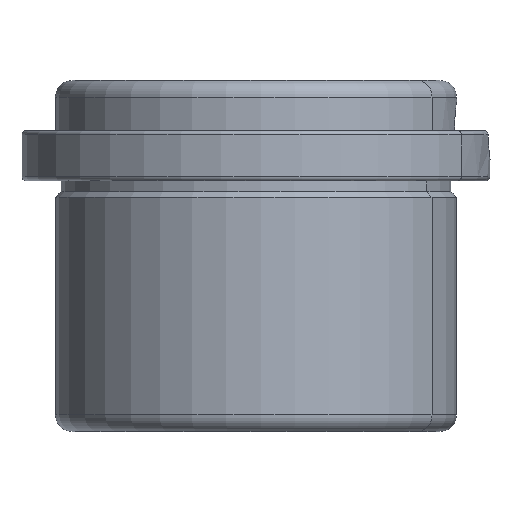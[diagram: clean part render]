
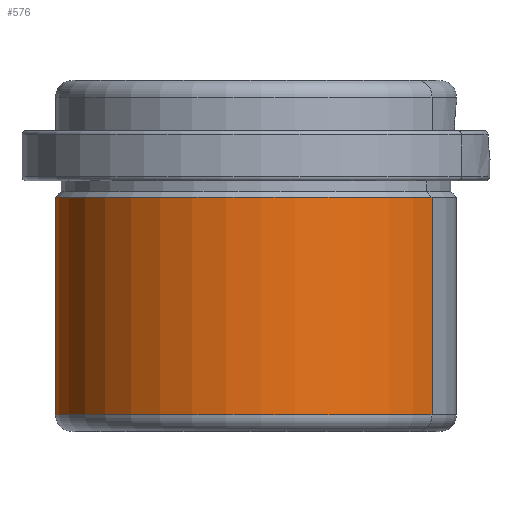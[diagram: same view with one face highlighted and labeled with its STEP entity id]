
A CAD part, front view. The second image highlights one B-rep face of the part: STEP entity #576.
In plain terms, the highlighted cylindrical face has radius 24 mm (diameter 48 mm), a partial arc.
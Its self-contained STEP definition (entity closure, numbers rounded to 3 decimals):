
#171=CARTESIAN_POINT('Axis2P3D Location',(0.,0.,-9.)) ;
#512=CARTESIAN_POINT('Vertex',(21.062,-11.506,-28.)) ;
#515=CARTESIAN_POINT('Axis2P3D Location',(0.,0.,-28.)) ;
#519=CARTESIAN_POINT('Vertex',(-21.062,11.506,-28.)) ;
#551=CARTESIAN_POINT('Line Origine',(21.062,-11.506,-9.)) ;
#555=CARTESIAN_POINT('Vertex',(21.062,-11.506,-2.)) ;
#558=CARTESIAN_POINT('Axis2P3D Location',(0.,0.,-2.)) ;
#562=CARTESIAN_POINT('Vertex',(-21.062,11.506,-2.)) ;
#565=CARTESIAN_POINT('Line Origine',(-21.062,11.506,-9.)) ;
#172=DIRECTION('Axis2P3D Direction',(0.,0.,-1.)) ;
#173=DIRECTION('Axis2P3D XDirection',(-0.878,0.479,-0.)) ;
#516=DIRECTION('Axis2P3D Direction',(0.,0.,-1.)) ;
#552=DIRECTION('Vector Direction',(0.,0.,-1.)) ;
#559=DIRECTION('Axis2P3D Direction',(0.,0.,-1.)) ;
#566=DIRECTION('Vector Direction',(0.,0.,-1.)) ;
#174=AXIS2_PLACEMENT_3D('Cylinder Axis2P3D',#171,#172,#173) ;
#517=AXIS2_PLACEMENT_3D('Circle Axis2P3D',#515,#516,$) ;
#560=AXIS2_PLACEMENT_3D('Circle Axis2P3D',#558,#559,$) ;
#571=ORIENTED_EDGE('',*,*,#557,.T.) ;
#572=ORIENTED_EDGE('',*,*,#564,.T.) ;
#573=ORIENTED_EDGE('',*,*,#569,.F.) ;
#574=ORIENTED_EDGE('',*,*,#521,.F.) ;
#553=VECTOR('Line Direction',#552,1.) ;
#567=VECTOR('Line Direction',#566,1.) ;
#576=ADVANCED_FACE('PartBody',(#575),#175,.T.) ;
#518=CIRCLE('generated circle',#517,24.) ;
#561=CIRCLE('generated circle',#560,24.) ;
#175=CYLINDRICAL_SURFACE('generated cylinder',#174,24.) ;
#521=EDGE_CURVE('',#513,#520,#518,.T.) ;
#557=EDGE_CURVE('',#513,#556,#554,.F.) ;
#564=EDGE_CURVE('',#556,#563,#561,.T.) ;
#569=EDGE_CURVE('',#520,#563,#568,.F.) ;
#570=EDGE_LOOP('',(#571,#572,#573,#574)) ;
#575=FACE_OUTER_BOUND('',#570,.T.) ;
#554=LINE('Line',#551,#553) ;
#568=LINE('Line',#565,#567) ;
#513=VERTEX_POINT('',#512) ;
#520=VERTEX_POINT('',#519) ;
#556=VERTEX_POINT('',#555) ;
#563=VERTEX_POINT('',#562) ;
